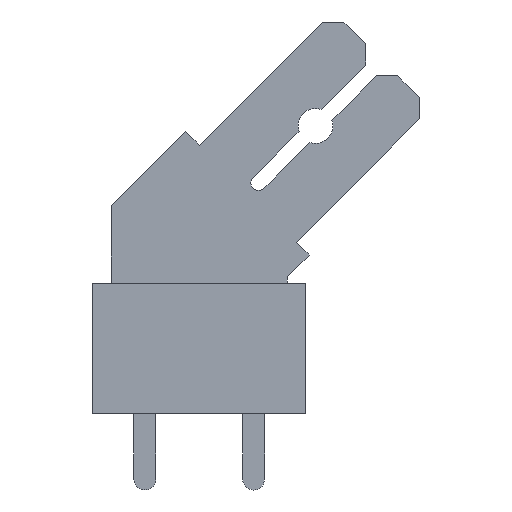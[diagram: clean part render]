
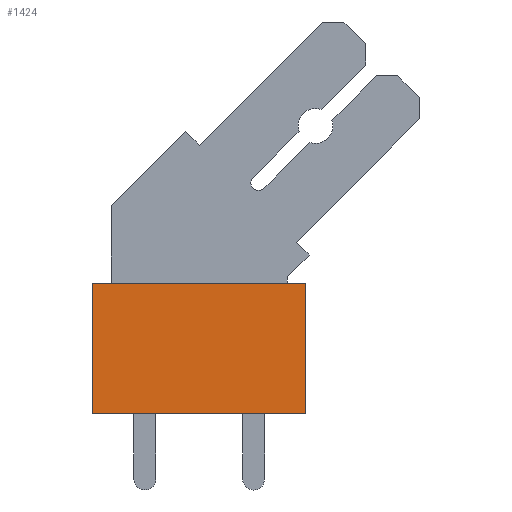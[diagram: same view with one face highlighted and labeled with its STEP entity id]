
A CAD part, left-side view. The second image highlights one B-rep face of the part: STEP entity #1424.
In plain terms, the highlighted planar face has unit normal (-1, 0, 0).
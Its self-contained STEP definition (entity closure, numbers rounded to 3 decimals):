
#1397=AXIS2_PLACEMENT_3D('Plane Axis2P3D',#1394,#1395,#1396) ;
#49=CARTESIAN_POINT('Vertex',(0.,5.212,3.5)) ;
#52=CARTESIAN_POINT('Line Origine',(0.,10.112,3.5)) ;
#56=CARTESIAN_POINT('Vertex',(0.,15.012,3.5)) ;
#1394=CARTESIAN_POINT('Axis2P3D Location',(0.,0.,0.)) ;
#1399=CARTESIAN_POINT('Line Origine',(0.,10.112,9.5)) ;
#1403=CARTESIAN_POINT('Vertex',(0.,5.212,9.5)) ;
#1405=CARTESIAN_POINT('Vertex',(0.,15.012,9.5)) ;
#1408=CARTESIAN_POINT('Line Origine',(0.,15.012,6.5)) ;
#1413=CARTESIAN_POINT('Line Origine',(0.,5.212,6.5)) ;
#53=DIRECTION('Vector Direction',(0.,1.,0.)) ;
#1395=DIRECTION('Axis2P3D Direction',(-1.,0.,0.)) ;
#1396=DIRECTION('Axis2P3D XDirection',(0.,0.,1.)) ;
#1400=DIRECTION('Vector Direction',(0.,-1.,0.)) ;
#1409=DIRECTION('Vector Direction',(0.,0.,1.)) ;
#1414=DIRECTION('Vector Direction',(0.,0.,-1.)) ;
#54=VECTOR('Line Direction',#53,1.) ;
#1401=VECTOR('Line Direction',#1400,1.) ;
#1410=VECTOR('Line Direction',#1409,1.) ;
#1415=VECTOR('Line Direction',#1414,1.) ;
#1419=ORIENTED_EDGE('',*,*,#1407,.T.) ;
#1420=ORIENTED_EDGE('',*,*,#1412,.T.) ;
#1421=ORIENTED_EDGE('',*,*,#58,.T.) ;
#1422=ORIENTED_EDGE('',*,*,#1417,.T.) ;
#1424=ADVANCED_FACE('_PCF 5.00/19/135 3.5 OR 9511960000',(#1423),#1398,.T.) ;
#58=EDGE_CURVE('',#57,#50,#55,.F.) ;
#1407=EDGE_CURVE('',#1404,#1406,#1402,.F.) ;
#1412=EDGE_CURVE('',#1406,#57,#1411,.F.) ;
#1417=EDGE_CURVE('',#50,#1404,#1416,.F.) ;
#1418=EDGE_LOOP('',(#1419,#1420,#1421,#1422)) ;
#1423=FACE_OUTER_BOUND('',#1418,.T.) ;
#55=LINE('Line',#52,#54) ;
#1402=LINE('Line',#1399,#1401) ;
#1411=LINE('Line',#1408,#1410) ;
#1416=LINE('Line',#1413,#1415) ;
#1398=PLANE('',#1397) ;
#50=VERTEX_POINT('',#49) ;
#57=VERTEX_POINT('',#56) ;
#1404=VERTEX_POINT('',#1403) ;
#1406=VERTEX_POINT('',#1405) ;
